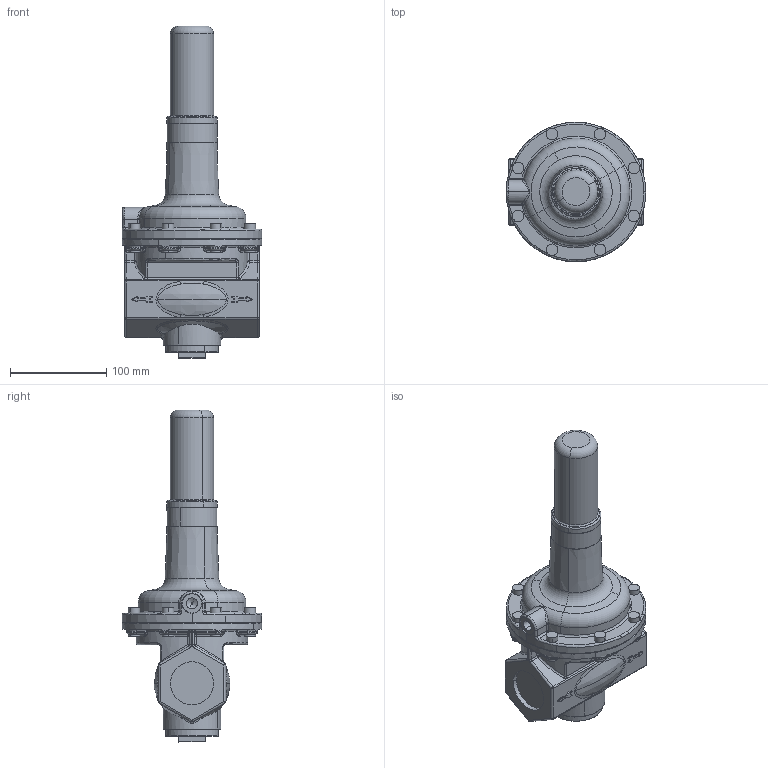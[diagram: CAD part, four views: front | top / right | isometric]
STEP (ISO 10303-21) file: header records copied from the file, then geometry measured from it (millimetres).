
FILE_DESCRIPTION(('CATIA V5 STEP'),'2;1');
FILE_NAME('SL10-G1,5Zoll-HD2.stp','2012-02-08T07:26:12+00:00',('none'),('none'),'CATIA Version 5 Release 19 SP 8 (IN-10)','CATIA V5 STEP AP203 Edition 2','none');
FILE_SCHEMA(('AP203_CONFIGURATION_CONTROLLED_3D_DESIGN_OF_MECHANICAL_PARTS_AND_ASSEMBLIES_MIM_LF { 1 0 10303 403 2 1 2}'));
Length unit declared in the file: millimetre
Products named in the file (5): Product1; R50 - SL10-G1,5Zoll; B-081400H22-01; 724511C; 751005B
Assembly tree (4 placements, depth 3):
  Product1
    R50 - SL10-G1,5Zoll
    B-081400H22-01
      724511C
      751005B
Bounding box: 145 x 145 x 345 mm (x, y, z)
Volume: 1715197.8 mm3; surface area: 148942 mm2
Topology: 3 solids, 7 shells, 898 faces, 2147 edges, 1230 vertices
Faces by surface type: cylinder 340, plane 164, torus 133, bspline 87, revolution 75, sphere 67, cone 32
Entity records: 33982 total; most frequent: CARTESIAN_POINT 15944, ORIENTED_EDGE 4186, DIRECTION 2679, EDGE_CURVE 2093, AXIS2_PLACEMENT_3D 1410, VERTEX_POINT 1230, EDGE_LOOP 921, ADVANCED_FACE 898
